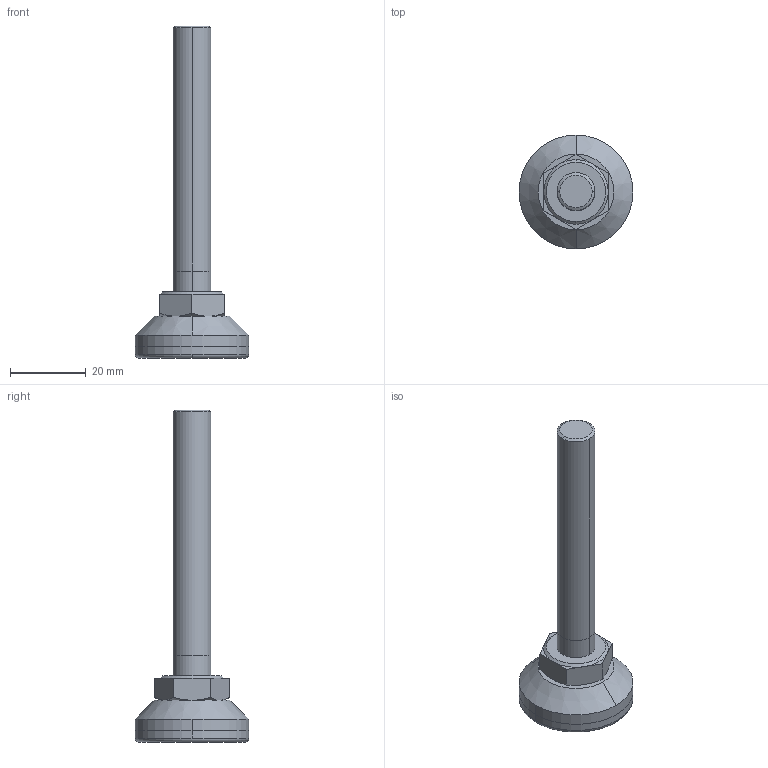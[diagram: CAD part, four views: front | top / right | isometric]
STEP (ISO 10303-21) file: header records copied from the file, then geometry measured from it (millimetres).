
FILE_DESCRIPTION(('Creo Elements/Direct Modeling STEP Export'),'2;1');
FILE_NAME('33.0250.oF_Stellfuß-MMS-33_30-M10-87mm-KS.stp','2022-03-18T13:56:53',(''),(''),'PTC Creo Elements/Direct Modeling STEP processor for AP214 (Solid Model)','PTC Creo Elements/Direct Modeling 19.0C 15-Aug-2015 (C) Parametric Technology GmbH','');
FILE_SCHEMA(('AUTOMOTIVE_DESIGN { 1 0 10303 214 1 1 1 1 }'));
Length unit declared in the file: millimetre
Products named in the file (2): Stellfuß-MMS-33_30-M10-87mm-KS_33.0250.oF_33.0250.oF.02
Assembly tree (1 placements, depth 2):
  Stellfuß-MMS-33_30-M10-87mm-KS_33.0250.oF_33.0250.oF.02
    Stellfuß-MMS-33_30-M10-87mm-KS_33.0250.oF_33.0250.oF.02
Bounding box: 30 x 30 x 87.4 mm (x, y, z)
Volume: 13772.8 mm3; surface area: 4677.6 mm2
Topology: 1 solids, 1 shells, 40 faces, 93 edges, 57 vertices
Faces by surface type: plane 16, cone 14, cylinder 8, torus 2
Entity records: 1413 total; most frequent: CARTESIAN_POINT 558, ORIENTED_EDGE 186, DIRECTION 122, EDGE_CURVE 93, VERTEX_POINT 57, AXIS2_PLACEMENT_3D 47, EDGE_LOOP 42, FACE_OUTER_BOUND 40
